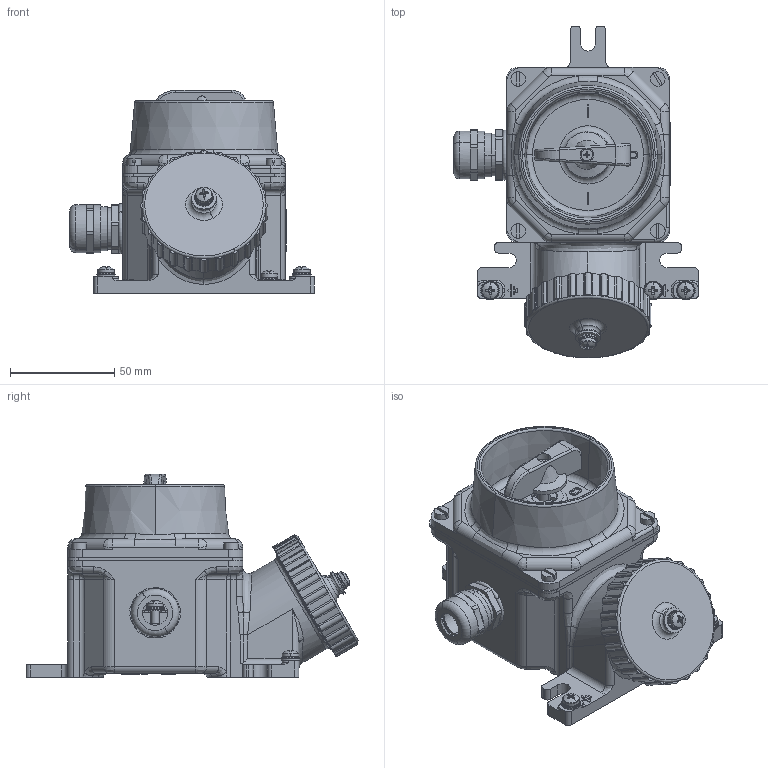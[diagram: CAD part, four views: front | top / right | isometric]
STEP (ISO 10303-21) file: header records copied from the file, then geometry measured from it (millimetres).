
FILE_DESCRIPTION (( 'STEP AP214' ), '1' );
FILE_NAME ('Ðîçåòêà ñ âûêëþ÷àòåëåì - Ñáîðêà - ëàòóíü.STEP', '2014-09-18T10:21:38', ( '' ), ( '' ), 'SwSTEP 2.0', 'SolidWorks 2013', '' );
FILE_SCHEMA (( 'AUTOMOTIVE_DESIGN' ));
Length unit declared in the file: millimetre
Products named in the file (57): 櫻蠉錪 16 - C2; Øòûðü äëÿ øòûðÿ çàçåìëåíèÿ 220Â; Âèíò Ì4õ8 + øàéáû; 櫻蠉錪 15; Âòóëêà ïîä êðóãëûé øòûðü 220Â; Pan Head Cross Recess Screw_DIN_ISO 7045 - M4 x 8 - Z --- 8N; Curved Spring Lock Washer_DIN_Spring washer DIN 128 - A3.5; Ðîçåòêà 220Â âåðñèÿ 2; Øèëüäà ÐØÌ-Ë-220-2-1-14-1-67; Plain Washer Grade A_DIN_Washer DIN 125 - A 3.2; 湾恹镟溧栝 忤眚; 嵙錪魡 諘谾擫樇鳺; Ïðîêëàäêà; Âèíò Ì4õ16 + øàéáû; countersunk flat head cross recess screw_din_ISO 7046-1 - M3 x 8 - Z --- 8N; Ñàëüíèê; spring lock washer 2_din_DIN 6905-4.55-FSt; 櫻蠉錪 8; 逄鋋襡樇鳺 - 謥賥縺; 櫻蠉錪 7; Ïëàñòèêîâàÿ âñòàâêà; ÈÌËÒ.735214.031 - Êðûøêà ðîçåòêè - ëàòóíü; plain washer grade a_din_Washer DIN 125 - A 4.3; Hex Thin Nut Chamfered GradeAB_DIN_Hexagon Thin Nut ISO 4035 - M4 - N; Ñàëüíèê - çàæèì; Êëåììà ñ êðåïåæîì; 扻錪犩 - 鍒鳪; Ãàéêà ëàòóíü; Pan Head Cross Recess Screw_DIN_ISO 7045 - M4 x 16 - Z --- 16N; 櫻蠉錪 14; Ïðîêëàäêà - êîæà ô 6ìì; Ðîçåòêà 220Â ñáîðêà; 趶槶 13; Êîðïóñ ðîçåòêè 032; Êðûøêà 023; Curved Spring Lock Washer_DIN_Spring washer DIN 128 - A5; Curved Spring Lock Washer_DIN_Spring washer DIN 128 - A4; Ïàêåòíûé ïåðåêëþ÷àòåëü ÏÏ2-16-Í2 - ñáîðêà; plain washer grade a_din_Washer DIN 125 - A 5.3; pan head cross collar screw_din_DIN 967 - M4 x 5 - Z --- 3.6N ...
Assembly tree (90 placements, depth 5):
  Ðîçåòêà ñ âûêëþ÷àòåëåì - Ñáîðêà - ëàòóíü
    Êîðïóñ ðîçåòêè 032
    Ñàëüíèê
      Ñàëüíèê
      扻錪犩 - 鍒鳪
      Ñàëüíèê - çàæèì
      Ïëàñòèêîâàÿ âñòàâêà
      逄鋋襡樇鳺 - 謥賥縺
    Ïðîêëàäêà
    湾恹镟溧栝 忤眚  x4
    Ðîçåòêà 220Â ñáîðêà
      Ðîçåòêà 220Â âåðñèÿ 2
      Âòóëêà ïîä êðóãëûé øòûðü 220Â  x2
      Âòóëêà ïîä øòûðü 220Â ñáîðêà ñ ïëàñòèíîé 23ìì
        Øòûðü äëÿ øòûðÿ çàçåìëåíèÿ 220Â
        砑僔蠂縺 23擤
      countersunk flat head cross recess screw_din_ISO 7046-1 - M4 x 10 - Z --- 10N
      hex thin nut chamfered gradeab_din_Hexagon Thin Nut ISO 4035 - M5 - N  x4
      plain washer grade a_din_Washer DIN 125 - A 5.3  x2
      Curved Spring Lock Washer_DIN_Spring washer DIN 128 - A5  x2
    Âèíò Ì4õ16 + øàéáû  x2
      Pan Head Cross Recess Screw_DIN_ISO 7045 - M4 x 16 - Z --- 16N
      plain washer grade a_din_Washer DIN 125 - A 4.3
      spring lock washer 2_din_DIN 6905-4.55-FSt
    嵙錪魡 諘谾擫樇鳺  x2
    Øèëüäà ÐØÌ-Ë-220-2-1-14-1-67
    Âèíò Ì4õ8 + øàéáû  x8
      Pan Head Cross Recess Screw_DIN_ISO 7045 - M4 x 8 - Z --- 8N
      plain washer grade a_din_Washer DIN 125 - A 4.3
      spring lock washer 2_din_DIN 6905-4.55-FSt
    Ïàêåòíûé ïåðåêëþ÷àòåëü ÏÏ2-16-Í2 - ñáîðêà
      Äåòàëü 5 âåðñèÿ 2
      櫻蠉錪 3
      櫻蠉錪 2
      櫻蠉錪 1
      櫻蠉錪 9  x2
      Äåòàëü 6 âåðñèÿ 2
      趶槶 13
        pan head cross collar screw_din_DIN 967 - M4 x 5 - Z --- 3.6N
        plain washer grade a_din_Washer DIN 125 - A 4.3
        Curved Spring Lock Washer_DIN_Spring washer DIN 128 - A4
      Êëåììà ñ êðåïåæîì  x6
        趶槶 13
          pan head cross collar screw_din_DIN 967 - M4 x 5 - Z --- 3.6N
          plain washer grade a_din_Washer DIN 125 - A 4.3
          Curved Spring Lock Washer_DIN_Spring washer DIN 128 - A4
        櫻蠉錪 14
      plain washer grade a_din_Washer DIN 125 - A 4.3  x2
      Curved Spring Lock Washer_DIN_Spring washer DIN 128 - A4  x2
      Hex Thin Nut Chamfered GradeAB_DIN_Hexagon Thin Nut ISO 4035 - M4 - N  x2
      櫻蠉錪 7
      櫻蠉錪 8
      countersunk flat head cross recess screw_din_ISO 7046-1 - M3 x 8 - Z --- 8N
      Plain Washer Grade A_DIN_Washer DIN 125 - A 3.2
      Curved Spring Lock Washer_DIN_Spring washer DIN 128 - A3.5
      櫻蠉錪 15  x2
      櫻蠉錪 16 - C2
      櫻蠉錪 16 - C1
      櫻蠉錪 16 - 2L2
      櫻蠉錪 16 - 2L1
Bounding box: 117.5 x 159.42 x 97.7 mm (x, y, z)
Volume: 291470.8 mm3; surface area: 167290.6 mm2
Topology: 116 solids, 116 shells, 4192 faces, 10576 edges, 6741 vertices
Faces by surface type: plane 1985, cylinder 975, bspline 733, cone 275, torus 185, sphere 39
Entity records: 145254 total; most frequent: CARTESIAN_POINT 70017, ORIENTED_EDGE 16228, DIRECTION 12834, EDGE_CURVE 8114, VERTEX_POINT 5237, LINE 4430, VECTOR 4430, AXIS2_PLACEMENT_3D 4202
